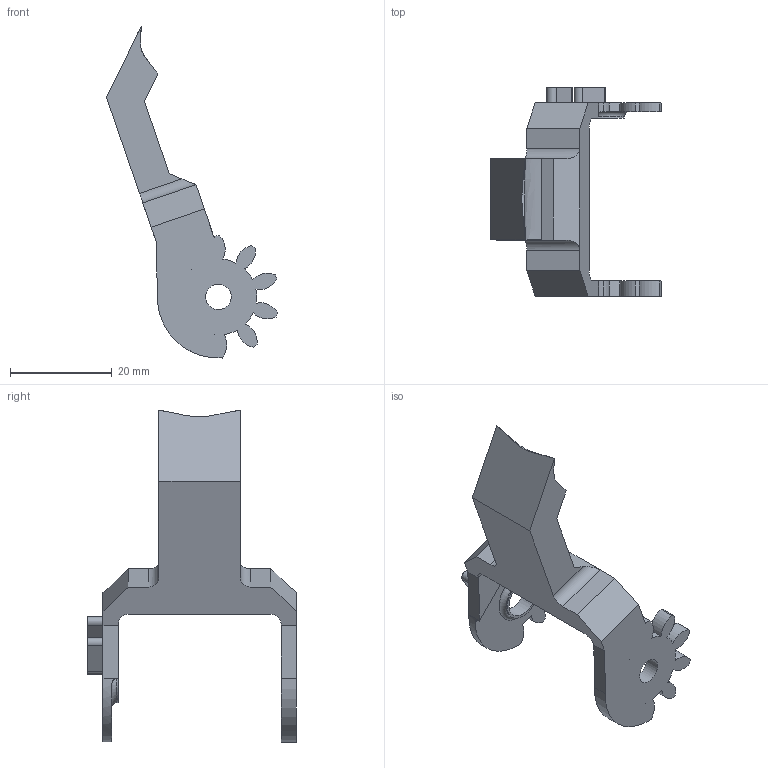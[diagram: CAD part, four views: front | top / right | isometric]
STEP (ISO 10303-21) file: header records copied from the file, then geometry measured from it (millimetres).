
FILE_DESCRIPTION(/* description */ (''),/* implementation_level */ '2;1');
FILE_NAME(/* name */ '',/* time_stamp */ '2025-07-18T09:26:14+08:00',/* author */ (''),/* organization */ (''),/* preprocessor_version */ 'ST-DEVELOPER v20.1',/* originating_system */ 'Autodesk Translation Framework v14.10.0.0',/* authorisation */ '');
FILE_SCHEMA (('AUTOMOTIVE_DESIGN { 1 0 10303 214 3 1 1 }'));
Length unit declared in the file: millimetre
Products named in the file (1): hand
Bounding box: 33.63 x 41 x 65.28 mm (x, y, z)
Volume: 7716.2 mm3; surface area: 5011.3 mm2
Topology: 1 solids, 1 shells, 95 faces, 265 edges, 175 vertices
Faces by surface type: cylinder 60, plane 32, bspline 2, torus 1
Full cylindrical faces by diameter (mm): 5 x1, 7.6 x1, 8.6 x1
Entity records: 3337 total; most frequent: CARTESIAN_POINT 736, DIRECTION 570, ORIENTED_EDGE 530, EDGE_CURVE 265, AXIS2_PLACEMENT_3D 216, VERTEX_POINT 175, LINE 138, VECTOR 138
